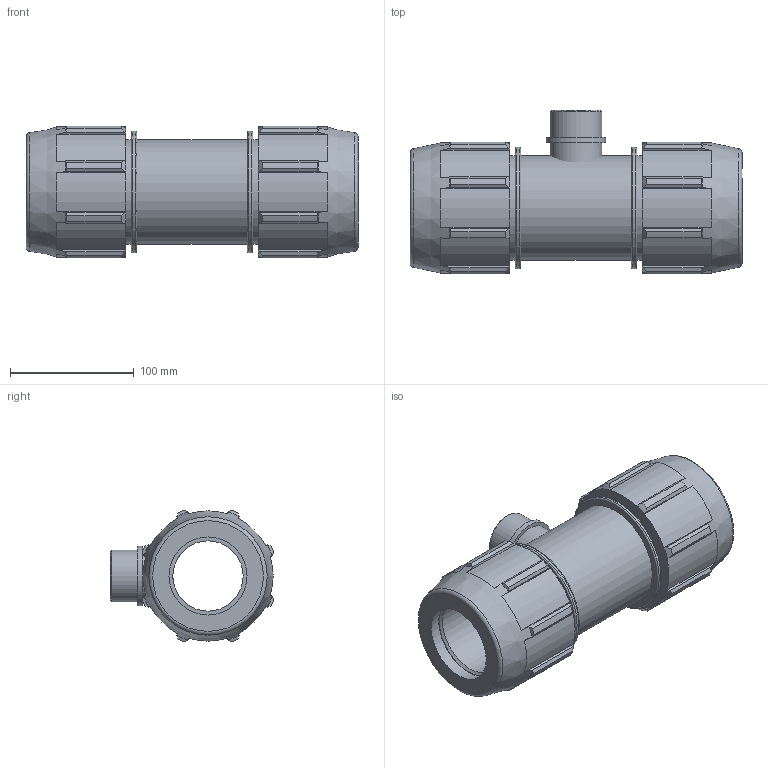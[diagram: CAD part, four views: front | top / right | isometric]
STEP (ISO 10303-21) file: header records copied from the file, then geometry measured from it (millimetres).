
FILE_DESCRIPTION(/* description */ ('PLASSON TEE WITH THREADED MALE OFFTAKE 63-1.1/4"-63'),/* implementation_level */ '2;1');
FILE_NAME(/* name */ '078400063013_188400063013_0784060630130A.ipt.stp',/* time_stamp */ '2017-06-06T17:17:27+03:00',/* author */ ('Кирилл'),/* organization */ (''),/* preprocessor_version */ 'ST-DEVELOPER v15.6',/* originating_system */ 'Autodesk Inventor 2015',/* authorisation */ '');
FILE_SCHEMA (('AUTOMOTIVE_DESIGN { 1 0 10303 214 3 1 1 }'));
Length unit declared in the file: millimetre
Products named in the file (1): 078400063013_188400063013_0784060630130A
Bounding box: 268 x 132.16 x 106.32 mm (x, y, z)
Volume: 1212154 mm3; surface area: 175813.6 mm2
Topology: 2 solids, 2 shells, 170 faces, 461 edges, 305 vertices
Faces by surface type: plane 79, cylinder 46, cone 39, torus 6
Full cylindrical faces by diameter (mm): 29.337 x2, 41.91 x2, 48.197 x1, 56.7 x1, 63 x2, 84.75 x3, 98.31 x2
Entity records: 5495 total; most frequent: CARTESIAN_POINT 1233, ORIENTED_EDGE 850, DIRECTION 832, EDGE_CURVE 425, AXIS2_PLACEMENT_3D 304, VERTEX_POINT 297, LINE 224, VECTOR 224
